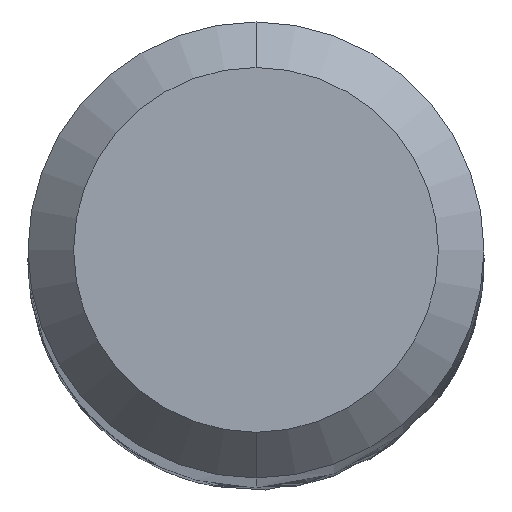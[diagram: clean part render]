
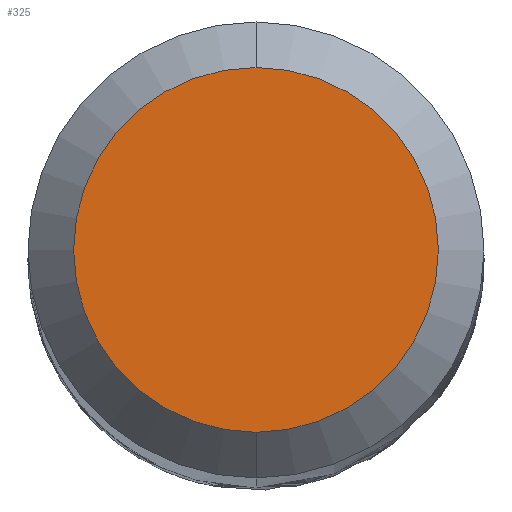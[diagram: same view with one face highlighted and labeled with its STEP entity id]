
A CAD part, top view. The second image highlights one B-rep face of the part: STEP entity #325.
In plain terms, the highlighted planar face has unit normal (0, 0, 1).
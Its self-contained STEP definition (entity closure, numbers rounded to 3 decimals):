
#325=ADVANCED_FACE('',(#867),#868,.T.);
#357=EDGE_CURVE('',#517,#515,#902,.T.);
#515=VERTEX_POINT('',#1072);
#517=VERTEX_POINT('',#1074);
#781=EDGE_CURVE('',#515,#517,#1361,.T.);
#867=FACE_OUTER_BOUND('',#1881,.T.);
#868=PLANE('',#1882);
#902=CIRCLE('',#2335,1.2);
#1072=CARTESIAN_POINT('',(0.0,1.2,0.0));
#1074=CARTESIAN_POINT('',(0.,-1.2,0.0));
#1361=CIRCLE('',#4590,1.2);
#1881=EDGE_LOOP('',(#4729,#4730));
#1882=AXIS2_PLACEMENT_3D('',#4731,#4732,#4733);
#2335=AXIS2_PLACEMENT_3D('',#4759,#4760,#4761);
#4590=AXIS2_PLACEMENT_3D('',#5208,#5209,#5210);
#4729=ORIENTED_EDGE('',*,*,#781,.F.);
#4730=ORIENTED_EDGE('',*,*,#357,.F.);
#4731=CARTESIAN_POINT('',(0.0,0.6,0.0));
#4732=DIRECTION('',(-0.0,0.0,1.0));
#4733=DIRECTION('',(0.0,-1.0,0.0));
#4759=CARTESIAN_POINT('',(0.0,0.0,0.0));
#4760=DIRECTION('',(0.0,0.0,-1.0));
#4761=DIRECTION('',(0.0,1.0,0.0));
#5208=CARTESIAN_POINT('',(0.0,0.0,0.0));
#5209=DIRECTION('',(0.0,0.0,-1.0));
#5210=DIRECTION('',(0.0,1.0,0.0));
